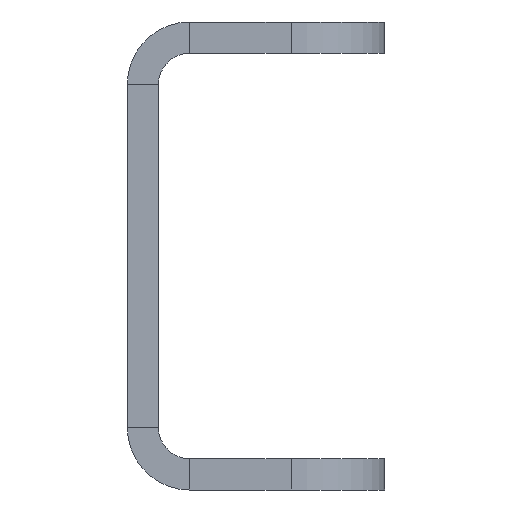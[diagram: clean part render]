
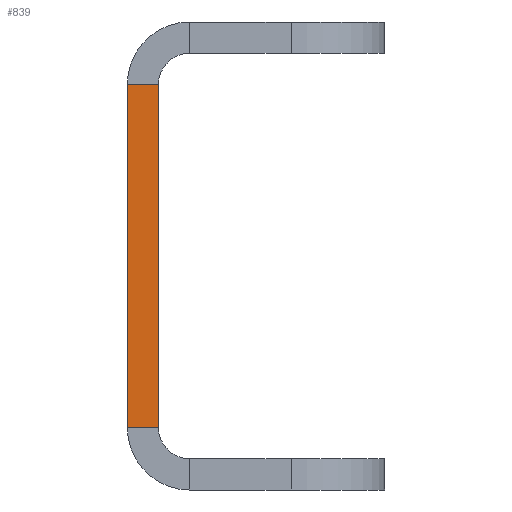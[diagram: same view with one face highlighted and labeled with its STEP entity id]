
A CAD part, left-side view. The second image highlights one B-rep face of the part: STEP entity #839.
In plain terms, the highlighted planar face has unit normal (-1, 0, 0).
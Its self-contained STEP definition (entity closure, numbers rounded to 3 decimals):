
#58 = AXIS2_PLACEMENT_3D ( 'NONE', #97, #829, #822 ) ;
#78 = EDGE_CURVE ( 'NONE', #380, #752, #290, .T. ) ;
#88 = CARTESIAN_POINT ( 'NONE',  ( -225., 0., 11. ) ) ;
#97 = CARTESIAN_POINT ( 'NONE',  ( -225., -4., -13. ) ) ;
#136 = CARTESIAN_POINT ( 'NONE',  ( -225., -2., -11. ) ) ;
#161 = CARTESIAN_POINT ( 'NONE',  ( -225., -2., 11. ) ) ;
#170 = DIRECTION ( 'NONE',  ( 0., 1., 0. ) ) ;
#172 = LINE ( 'NONE', #161, #327 ) ;
#194 = VECTOR ( 'NONE', #550, 1000. ) ;
#290 = LINE ( 'NONE', #614, #478 ) ;
#327 = VECTOR ( 'NONE', #170, 1000. ) ;
#330 = EDGE_CURVE ( 'NONE', #1021, #752, #582, .T. ) ;
#380 = VERTEX_POINT ( 'NONE', #503 ) ;
#414 = CARTESIAN_POINT ( 'NONE',  ( -225., 0., -11. ) ) ;
#450 = VECTOR ( 'NONE', #681, 1000. ) ;
#478 = VECTOR ( 'NONE', #792, 1000. ) ;
#503 = CARTESIAN_POINT ( 'NONE',  ( -225., -2., 11. ) ) ;
#523 = LINE ( 'NONE', #897, #450 ) ;
#550 = DIRECTION ( 'NONE',  ( 0., -1., 0. ) ) ;
#573 = FACE_OUTER_BOUND ( 'NONE', #1056, .T. ) ;
#582 = LINE ( 'NONE', #414, #194 ) ;
#614 = CARTESIAN_POINT ( 'NONE',  ( -225., -2., 15. ) ) ;
#672 = ORIENTED_EDGE ( 'NONE', *, *, #737, .T. ) ;
#681 = DIRECTION ( 'NONE',  ( 0., 0., -1. ) ) ;
#737 = EDGE_CURVE ( 'NONE', #380, #1002, #172, .T. ) ;
#746 = ORIENTED_EDGE ( 'NONE', *, *, #78, .F. ) ;
#752 = VERTEX_POINT ( 'NONE', #136 ) ;
#792 = DIRECTION ( 'NONE',  ( 0., 0., -1. ) ) ;
#821 = EDGE_CURVE ( 'NONE', #1002, #1021, #523, .T. ) ;
#822 = DIRECTION ( 'NONE',  ( 0., 0., 1. ) ) ;
#829 = DIRECTION ( 'NONE',  ( -1., 0., 0. ) ) ;
#839 = ADVANCED_FACE ( 'NONE', ( #573 ), #852, .T. ) ;
#852 = PLANE ( 'NONE',  #58 ) ;
#878 = ORIENTED_EDGE ( 'NONE', *, *, #330, .T. ) ;
#897 = CARTESIAN_POINT ( 'NONE',  ( -225., 0., 15. ) ) ;
#1002 = VERTEX_POINT ( 'NONE', #88 ) ;
#1018 = CARTESIAN_POINT ( 'NONE',  ( -225., 0., -11. ) ) ;
#1021 = VERTEX_POINT ( 'NONE', #1018 ) ;
#1050 = ORIENTED_EDGE ( 'NONE', *, *, #821, .T. ) ;
#1056 = EDGE_LOOP ( 'NONE', ( #1050, #878, #746, #672 ) ) ;
